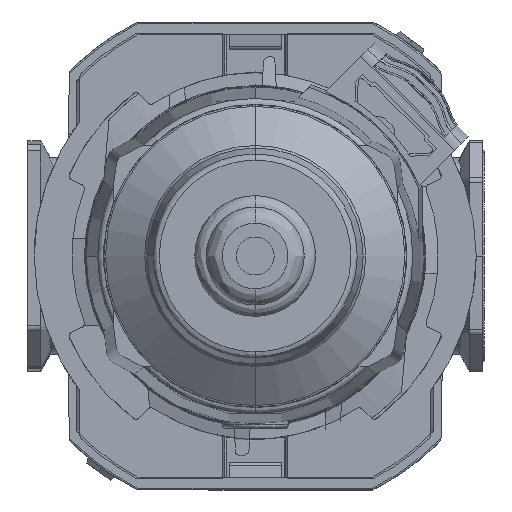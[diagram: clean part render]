
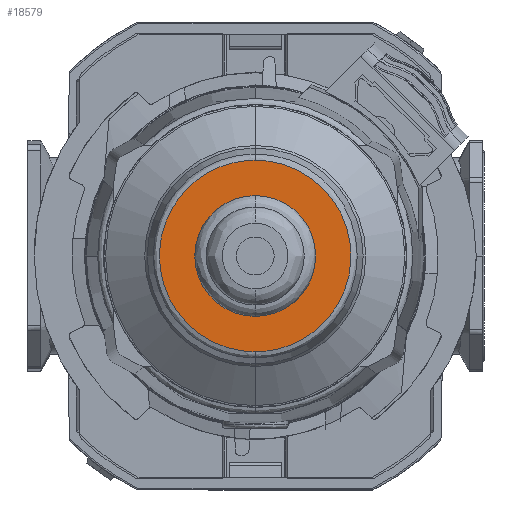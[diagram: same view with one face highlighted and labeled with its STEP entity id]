
A CAD part, front view. The second image highlights one B-rep face of the part: STEP entity #18579.
In plain terms, the highlighted planar face has unit normal (0, -1, 0).
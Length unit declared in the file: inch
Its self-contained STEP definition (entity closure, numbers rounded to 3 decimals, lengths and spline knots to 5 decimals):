
#2484 = VERTEX_POINT ( 'NONE', #26535 ) ;
#2695 = EDGE_LOOP ( 'NONE', ( #12623, #23862 ) ) ;
#2777 = ORIENTED_EDGE ( 'NONE', *, *, #3263, .F. ) ;
#3263 = EDGE_CURVE ( 'NONE', #18684, #25597, #21709, .T. ) ;
#4352 = CARTESIAN_POINT ( 'NONE',  ( 0., -4.35039, 0.58003 ) ) ;
#6156 = VERTEX_POINT ( 'NONE', #4352 ) ;
#6423 = EDGE_CURVE ( 'NONE', #6156, #2484, #29529, .T. ) ;
#6958 = AXIS2_PLACEMENT_3D ( 'NONE', #27615, #25443, #33216 ) ;
#7312 = AXIS2_PLACEMENT_3D ( 'NONE', #7978, #21519, #13569 ) ;
#7978 = CARTESIAN_POINT ( 'NONE',  ( 0., -4.35039, 0. ) ) ;
#8466 = CARTESIAN_POINT ( 'NONE',  ( 0., -4.35039, 0. ) ) ;
#9218 = FACE_BOUND ( 'NONE', #19448, .T. ) ;
#11893 = CARTESIAN_POINT ( 'NONE',  ( 0., -4.35039, 0.31644 ) ) ;
#11909 = FACE_OUTER_BOUND ( 'NONE', #2695, .T. ) ;
#11990 = EDGE_CURVE ( 'NONE', #25597, #18684, #18699, .T. ) ;
#12080 = CARTESIAN_POINT ( 'NONE',  ( -1.16005, -4.35039, -0.58003 ) ) ;
#12623 = ORIENTED_EDGE ( 'NONE', *, *, #23016, .F. ) ;
#13569 = DIRECTION ( 'NONE',  ( 0., 0., 1. ) ) ;
#13912 = PLANE ( 'NONE',  #6958 ) ;
#14505 = CARTESIAN_POINT ( 'NONE',  ( 0., -4.35039, 0.58003 ) ) ;
#14604 = AXIS2_PLACEMENT_3D ( 'NONE', #8466, #23022, #17442 ) ;
#15150 = CARTESIAN_POINT ( 'NONE',  ( -1.16005, -4.35039, 0.58003 ) ) ;
#17442 = DIRECTION ( 'NONE',  ( 0., 0., 1. ) ) ;
#18360 = CARTESIAN_POINT ( 'NONE',  ( 0., -4.35039, -0.31644 ) ) ;
#18579 = ADVANCED_FACE ( 'NONE', ( #11909, #9218 ), #13912, .F. ) ;
#18684 = VERTEX_POINT ( 'NONE', #11893 ) ;
#18699 = CIRCLE ( 'NONE', #14604, 0.31644 ) ;
#19448 = EDGE_LOOP ( 'NONE', ( #2777, #34040 ) ) ;
#19746 = CARTESIAN_POINT ( 'NONE',  ( 1.16005, -4.35039, 0.58003 ) ) ;
#19939 =( BOUNDED_CURVE ( )  B_SPLINE_CURVE ( 3, ( #20031, #12080, #15150, #22907 ),
 .UNSPECIFIED., .F., .F. ) 
 B_SPLINE_CURVE_WITH_KNOTS ( ( 4, 4 ),
 ( 0., 0.5 ),
 .UNSPECIFIED. ) 
 CURVE ( )  GEOMETRIC_REPRESENTATION_ITEM ( )  RATIONAL_B_SPLINE_CURVE ( ( 1., 0.333, 0.333, 1. ) ) 
 REPRESENTATION_ITEM ( '' )  );
#20031 = CARTESIAN_POINT ( 'NONE',  ( 0., -4.35039, -0.58003 ) ) ;
#21519 = DIRECTION ( 'NONE',  ( 0., -1., 0. ) ) ;
#21709 = CIRCLE ( 'NONE', #7312, 0.31644 ) ;
#22907 = CARTESIAN_POINT ( 'NONE',  ( 0., -4.35039, 0.58003 ) ) ;
#23016 = EDGE_CURVE ( 'NONE', #2484, #6156, #19939, .T. ) ;
#23022 = DIRECTION ( 'NONE',  ( 0., -1., 0. ) ) ;
#23862 = ORIENTED_EDGE ( 'NONE', *, *, #6423, .F. ) ;
#25443 = DIRECTION ( 'NONE',  ( 0., 1., 0. ) ) ;
#25597 = VERTEX_POINT ( 'NONE', #18360 ) ;
#25870 = CARTESIAN_POINT ( 'NONE',  ( 1.16005, -4.35039, -0.58003 ) ) ;
#26535 = CARTESIAN_POINT ( 'NONE',  ( 0., -4.35039, -0.58003 ) ) ;
#27615 = CARTESIAN_POINT ( 'NONE',  ( 0.58003, -4.35039, 0. ) ) ;
#29529 =( BOUNDED_CURVE ( )  B_SPLINE_CURVE ( 3, ( #14505, #19746, #25870, #34166 ),
 .UNSPECIFIED., .F., .F. ) 
 B_SPLINE_CURVE_WITH_KNOTS ( ( 4, 4 ),
 ( 0.5, 1. ),
 .UNSPECIFIED. ) 
 CURVE ( )  GEOMETRIC_REPRESENTATION_ITEM ( )  RATIONAL_B_SPLINE_CURVE ( ( 1., 0.333, 0.333, 1. ) ) 
 REPRESENTATION_ITEM ( '' )  );
#33216 = DIRECTION ( 'NONE',  ( 0., 0., 1. ) ) ;
#34040 = ORIENTED_EDGE ( 'NONE', *, *, #11990, .F. ) ;
#34166 = CARTESIAN_POINT ( 'NONE',  ( 0., -4.35039, -0.58003 ) ) ;
